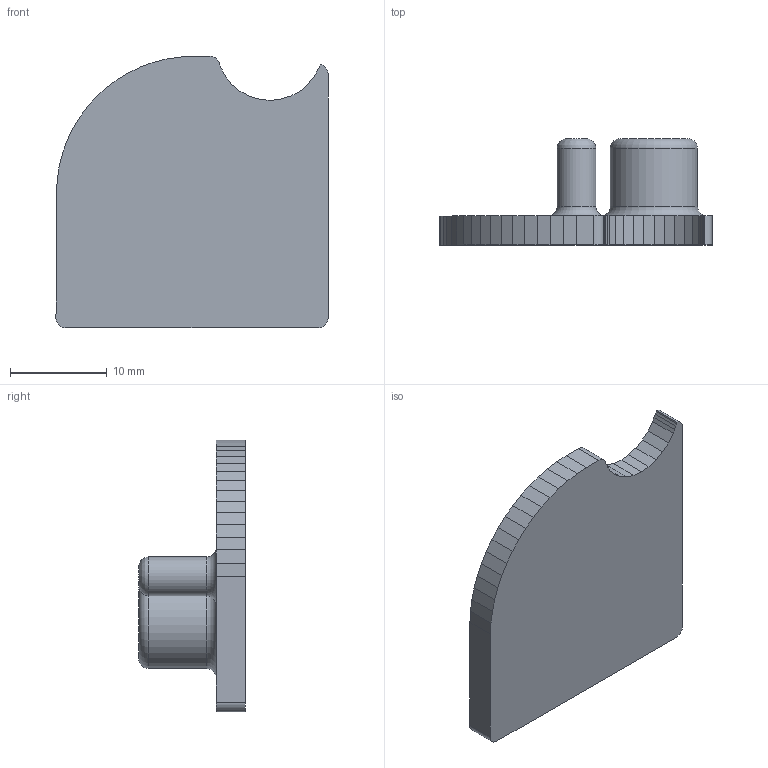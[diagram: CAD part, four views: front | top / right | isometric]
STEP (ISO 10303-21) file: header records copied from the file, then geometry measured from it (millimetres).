
FILE_DESCRIPTION(/* description */ (''),/* implementation_level */ '2;1');
FILE_NAME(/* name */ 'CR10mini_Damping_Foot_BR.step',/* time_stamp */ '2023-02-04T10:26:28+01:00',/* author */ (''),/* organization */ (''),/* preprocessor_version */ 'ST-DEVELOPER v19.2',/* originating_system */ 'Autodesk Translation Framework v11.17.0.187',/* authorisation */ '');
FILE_SCHEMA (('AUTOMOTIVE_DESIGN { 1 0 10303 214 3 1 1 }'));
Length unit declared in the file: millimetre
Products named in the file (1): CR10mini_Damping_Foot_BR
Bounding box: 28.1 x 11 x 28.06 mm (x, y, z)
Volume: 2727.7 mm3; surface area: 2026.1 mm2
Topology: 1 solids, 1 shells, 53 faces, 147 edges, 98 vertices
Faces by surface type: plane 40, cylinder 9, torus 3, bspline 1
Full cylindrical faces by diameter (mm): 4 x1, 9 x1
Entity records: 1753 total; most frequent: CARTESIAN_POINT 325, ORIENTED_EDGE 294, DIRECTION 283, EDGE_CURVE 147, LINE 117, VECTOR 117, VERTEX_POINT 98, AXIS2_PLACEMENT_3D 83
